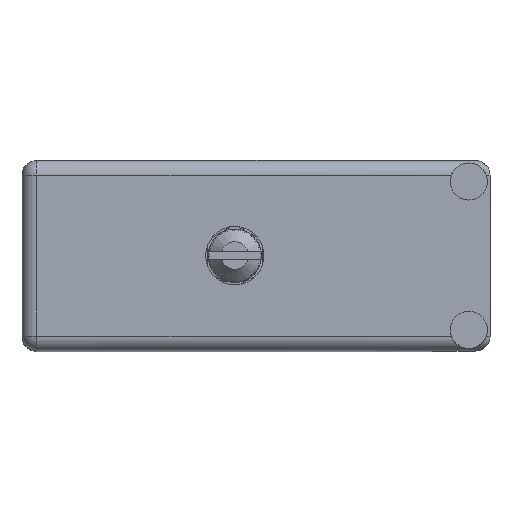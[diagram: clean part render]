
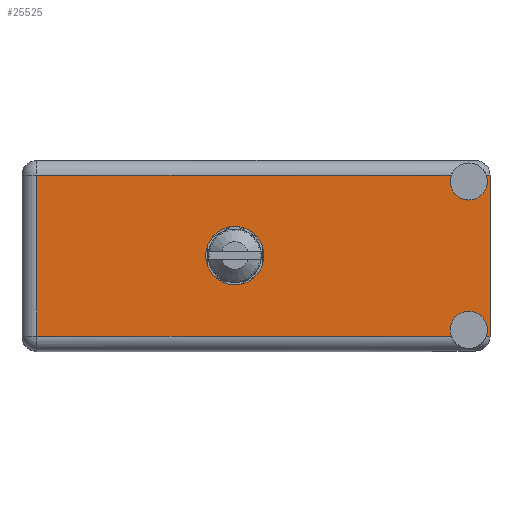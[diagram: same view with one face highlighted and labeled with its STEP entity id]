
A CAD part, top view. The second image highlights one B-rep face of the part: STEP entity #25525.
In plain terms, the highlighted face is planar.
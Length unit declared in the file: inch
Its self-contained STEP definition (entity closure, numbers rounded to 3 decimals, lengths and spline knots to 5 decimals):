
#2377 = LINE ( 'NONE', #30226, #106689 ) ;
#2441 = LINE ( 'NONE', #105690, #28877 ) ;
#3315 = EDGE_CURVE ( 'NONE', #87495, #24606, #2377, .T. ) ;
#3846 = PLANE ( 'NONE',  #63697 ) ;
#4220 = DIRECTION ( 'NONE',  ( 0., 0., 1. ) ) ;
#4440 = CARTESIAN_POINT ( 'NONE',  ( 1.004, 1.566, -0.4495 ) ) ;
#7190 = VERTEX_POINT ( 'NONE', #60755 ) ;
#7725 = DIRECTION ( 'NONE',  ( 0., 0., 1. ) ) ;
#8515 = AXIS2_PLACEMENT_3D ( 'NONE', #82333, #65570, #109893 ) ;
#8692 = DIRECTION ( 'NONE',  ( 0., 0., 1. ) ) ;
#10770 = LINE ( 'NONE', #113760, #108156 ) ;
#11834 = VERTEX_POINT ( 'NONE', #75260 ) ;
#12162 = EDGE_CURVE ( 'NONE', #68337, #11834, #33285, .T. ) ;
#13409 = DIRECTION ( 'NONE',  ( 0., 0., 1. ) ) ;
#14377 = EDGE_CURVE ( 'NONE', #17485, #85288, #23264, .T. ) ;
#17485 = VERTEX_POINT ( 'NONE', #83250 ) ;
#18389 = DIRECTION ( 'NONE',  ( 0., 1., 0. ) ) ;
#19758 = VECTOR ( 'NONE', #92093, 39.37008 ) ;
#20585 = LINE ( 'NONE', #111540, #37334 ) ;
#22427 = CARTESIAN_POINT ( 'NONE',  ( 1.004, 1.566, -0.312 ) ) ;
#23264 = CIRCLE ( 'NONE', #64750, 0.1375 ) ;
#24606 = VERTEX_POINT ( 'NONE', #112954 ) ;
#25410 = EDGE_CURVE ( 'NONE', #100059, #11834, #20585, .T. ) ;
#25525 = ADVANCED_FACE ( 'NONE', ( #73505, #59463 ), #3846, .T. ) ;
#26089 = EDGE_CURVE ( 'NONE', #49890, #7190, #10770, .T. ) ;
#27373 = ORIENTED_EDGE ( 'NONE', *, *, #3315, .T. ) ;
#27396 = VERTEX_POINT ( 'NONE', #72428 ) ;
#27934 = EDGE_LOOP ( 'NONE', ( #87591, #86135, #35066, #75022, #70396, #27373, #110555, #91985, #39732, #72068 ) ) ;
#28289 = CIRCLE ( 'NONE', #8515, 0.0875 ) ;
#28877 = VECTOR ( 'NONE', #7725, 39.37008 ) ;
#30226 = CARTESIAN_POINT ( 'NONE',  ( 0., 1.566, -0.829 ) ) ;
#33285 = CIRCLE ( 'NONE', #107601, 0.0875 ) ;
#34203 = DIRECTION ( 'NONE',  ( 0., 1., 0. ) ) ;
#35066 = ORIENTED_EDGE ( 'NONE', *, *, #80089, .F. ) ;
#37146 = CIRCLE ( 'NONE', #46527, 0.0875 ) ;
#37334 = VECTOR ( 'NONE', #83938, 39.37008 ) ;
#39732 = ORIENTED_EDGE ( 'NONE', *, *, #26089, .T. ) ;
#41523 = VERTEX_POINT ( 'NONE', #106059 ) ;
#42418 = CIRCLE ( 'NONE', #45991, 0.0875 ) ;
#42529 = EDGE_CURVE ( 'NONE', #7190, #100059, #2441, .T. ) ;
#45991 = AXIS2_PLACEMENT_3D ( 'NONE', #90788, #64715, #91927 ) ;
#46527 = AXIS2_PLACEMENT_3D ( 'NONE', #97329, #18389, #8692 ) ;
#48820 = EDGE_CURVE ( 'NONE', #41523, #27396, #87956, .T. ) ;
#49890 = VERTEX_POINT ( 'NONE', #58656 ) ;
#57113 = CIRCLE ( 'NONE', #93154, 0.1375 ) ;
#58574 = EDGE_CURVE ( 'NONE', #85288, #17485, #57113, .T. ) ;
#58656 = CARTESIAN_POINT ( 'NONE',  ( 2.02562, 1.566, -0.829 ) ) ;
#59463 = FACE_OUTER_BOUND ( 'NONE', #27934, .T. ) ;
#60755 = CARTESIAN_POINT ( 'NONE',  ( 0.07, 1.566, -0.829 ) ) ;
#63483 = DIRECTION ( 'NONE',  ( 0., 0., 1. ) ) ;
#63697 = AXIS2_PLACEMENT_3D ( 'NONE', #110763, #74981, #4220 ) ;
#64715 = DIRECTION ( 'NONE',  ( 0., 1., 0. ) ) ;
#64750 = AXIS2_PLACEMENT_3D ( 'NONE', #78147, #34203, #70774 ) ;
#65570 = DIRECTION ( 'NONE',  ( 0., 1., 0. ) ) ;
#66017 = CARTESIAN_POINT ( 'NONE',  ( 2.208, 1.566, -0.07 ) ) ;
#68258 = VERTEX_POINT ( 'NONE', #80063 ) ;
#68337 = VERTEX_POINT ( 'NONE', #90559 ) ;
#70396 = ORIENTED_EDGE ( 'NONE', *, *, #86487, .F. ) ;
#70774 = DIRECTION ( 'NONE',  ( 0., 0., 1. ) ) ;
#72068 = ORIENTED_EDGE ( 'NONE', *, *, #42529, .T. ) ;
#72428 = CARTESIAN_POINT ( 'NONE',  ( 2.208, 1.566, -0.07 ) ) ;
#72473 = CARTESIAN_POINT ( 'NONE',  ( 2.108, 1.566, -0.0995 ) ) ;
#72882 = CARTESIAN_POINT ( 'NONE',  ( 2.208, 1.566, -0.829 ) ) ;
#73505 = FACE_BOUND ( 'NONE', #104895, .T. ) ;
#74981 = DIRECTION ( 'NONE',  ( 0., 1., 0. ) ) ;
#75022 = ORIENTED_EDGE ( 'NONE', *, *, #48820, .T. ) ;
#75260 = CARTESIAN_POINT ( 'NONE',  ( 2.02562, 1.566, -0.07 ) ) ;
#77901 = EDGE_CURVE ( 'NONE', #49890, #68258, #37146, .T. ) ;
#78147 = CARTESIAN_POINT ( 'NONE',  ( 1.004, 1.566, -0.4495 ) ) ;
#80063 = CARTESIAN_POINT ( 'NONE',  ( 2.108, 1.566, -0.712 ) ) ;
#80089 = EDGE_CURVE ( 'NONE', #41523, #68337, #42418, .T. ) ;
#81416 = DIRECTION ( 'NONE',  ( 0., 1., 0. ) ) ;
#82333 = CARTESIAN_POINT ( 'NONE',  ( 2.108, 1.566, -0.7995 ) ) ;
#83250 = CARTESIAN_POINT ( 'NONE',  ( 1.004, 1.566, -0.587 ) ) ;
#83938 = DIRECTION ( 'NONE',  ( 1., 0., 0. ) ) ;
#85288 = VERTEX_POINT ( 'NONE', #22427 ) ;
#85769 = EDGE_CURVE ( 'NONE', #68258, #24606, #28289, .T. ) ;
#86135 = ORIENTED_EDGE ( 'NONE', *, *, #12162, .F. ) ;
#86487 = EDGE_CURVE ( 'NONE', #87495, #27396, #107490, .T. ) ;
#87495 = VERTEX_POINT ( 'NONE', #72882 ) ;
#87591 = ORIENTED_EDGE ( 'NONE', *, *, #25410, .T. ) ;
#87956 = LINE ( 'NONE', #66017, #19758 ) ;
#90559 = CARTESIAN_POINT ( 'NONE',  ( 2.108, 1.566, -0.187 ) ) ;
#90788 = CARTESIAN_POINT ( 'NONE',  ( 2.108, 1.566, -0.0995 ) ) ;
#91378 = DIRECTION ( 'NONE',  ( 0., 0., 1. ) ) ;
#91927 = DIRECTION ( 'NONE',  ( 0., 0., 1. ) ) ;
#91985 = ORIENTED_EDGE ( 'NONE', *, *, #77901, .F. ) ;
#92093 = DIRECTION ( 'NONE',  ( 1., 0., 0. ) ) ;
#92732 = DIRECTION ( 'NONE',  ( 0., 1., 0. ) ) ;
#93154 = AXIS2_PLACEMENT_3D ( 'NONE', #4440, #92732, #13409 ) ;
#97329 = CARTESIAN_POINT ( 'NONE',  ( 2.108, 1.566, -0.7995 ) ) ;
#100059 = VERTEX_POINT ( 'NONE', #113716 ) ;
#101766 = DIRECTION ( 'NONE',  ( -1., 0., 0. ) ) ;
#104895 = EDGE_LOOP ( 'NONE', ( #113587, #110815 ) ) ;
#105690 = CARTESIAN_POINT ( 'NONE',  ( 0.07, 1.566, -0.899 ) ) ;
#106059 = CARTESIAN_POINT ( 'NONE',  ( 2.19038, 1.566, -0.07 ) ) ;
#106677 = DIRECTION ( 'NONE',  ( -1., 0., 0. ) ) ;
#106689 = VECTOR ( 'NONE', #101766, 39.37008 ) ;
#107490 = LINE ( 'NONE', #108452, #110312 ) ;
#107601 = AXIS2_PLACEMENT_3D ( 'NONE', #72473, #81416, #63483 ) ;
#108156 = VECTOR ( 'NONE', #106677, 39.37008 ) ;
#108452 = CARTESIAN_POINT ( 'NONE',  ( 2.208, 1.566, 0. ) ) ;
#109893 = DIRECTION ( 'NONE',  ( 0., 0., 1. ) ) ;
#110312 = VECTOR ( 'NONE', #91378, 39.37008 ) ;
#110555 = ORIENTED_EDGE ( 'NONE', *, *, #85769, .F. ) ;
#110763 = CARTESIAN_POINT ( 'NONE',  ( 0., 1.566, -0.899 ) ) ;
#110815 = ORIENTED_EDGE ( 'NONE', *, *, #14377, .F. ) ;
#111540 = CARTESIAN_POINT ( 'NONE',  ( 2.208, 1.566, -0.07 ) ) ;
#112954 = CARTESIAN_POINT ( 'NONE',  ( 2.19038, 1.566, -0.829 ) ) ;
#113587 = ORIENTED_EDGE ( 'NONE', *, *, #58574, .F. ) ;
#113716 = CARTESIAN_POINT ( 'NONE',  ( 0.07, 1.566, -0.07 ) ) ;
#113760 = CARTESIAN_POINT ( 'NONE',  ( 0., 1.566, -0.829 ) ) ;
